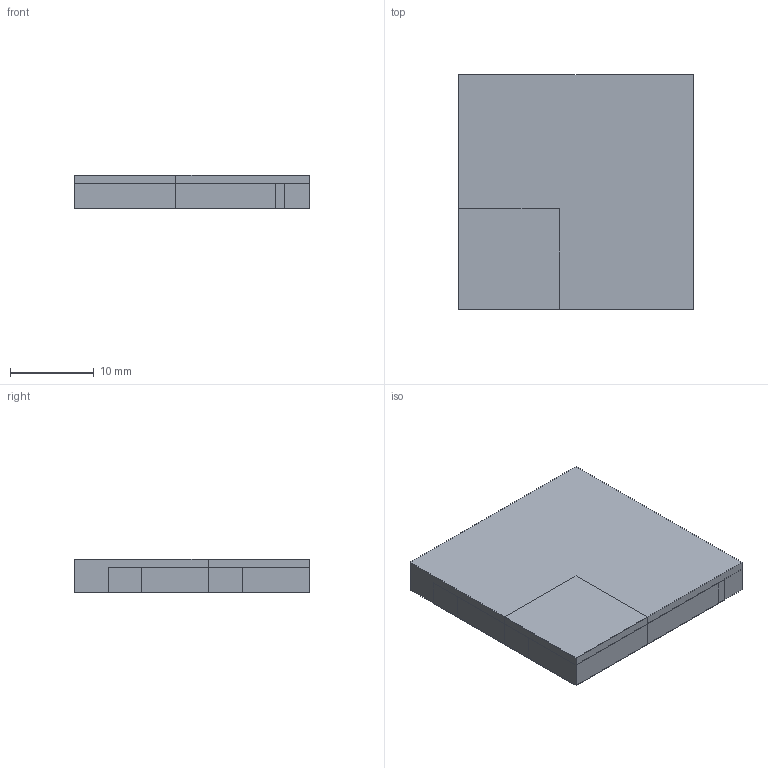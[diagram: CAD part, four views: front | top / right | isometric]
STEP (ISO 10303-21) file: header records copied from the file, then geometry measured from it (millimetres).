
FILE_DESCRIPTION(('FreeCAD Model'),'2;1');
FILE_NAME('Open CASCADE Shape Model','2026-02-17T19:42:52',('Author'),( ''),'Open CASCADE STEP processor 7.8','FreeCAD','Unknown');
FILE_SCHEMA(('AUTOMOTIVE_DESIGN { 1 0 10303 214 1 1 1 1 }'));
Length unit declared in the file: millimetre
Products named in the file (33): Phase2_Templates; Body_SplineAdapter; X-axis; X-axis001; X-axis002; Datum_B_SplineAxis; Body_PivotFlange; X-axis003; X-axis004; X-axis005; Datum_B_CoxaAxis; Body_ServoMount; X-axis006; X-axis007; X-axis008; Datum_B_ServoAxis; Body_RightAngleMount; X-axis009; X-axis010; X-axis011; Body_ActuationLever25; X-axis012; X-axis013; X-axis014; Datum_B_LeverAxis; SeedBox; SeedBox001; SeedBox002; SeedBox003; SeedBox004; X-axis015; XY-plane
Assembly tree (65 placements, depth 3):
  Phase2_Templates
    Body_SplineAdapter
    X-axis
    X-axis001
    X-axis002
    Datum_B_SplineAxis
    Body_PivotFlange
    X-axis003
    X-axis004
    X-axis005
    Datum_B_CoxaAxis
    Body_ServoMount
    X-axis006
    X-axis007
    X-axis008
    Datum_B_ServoAxis
    Body_RightAngleMount
    X-axis009
    X-axis010
    X-axis011
    Body_ActuationLever25
    X-axis012
    X-axis013
    X-axis014
    Datum_B_LeverAxis
    SeedBox
    SeedBox001
    SeedBox002
    SeedBox003
    SeedBox004
    Phase2_Templates
      Body_SplineAdapter
      X-axis
      X-axis001
      X-axis002
      Datum_B_SplineAxis
      Body_PivotFlange
      X-axis003
      X-axis004
      X-axis005
      Datum_B_CoxaAxis
      Body_ServoMount
      X-axis006
      X-axis007
      X-axis008
      Datum_B_ServoAxis
      Body_RightAngleMount
      X-axis009
      X-axis010
      X-axis011
      Body_ActuationLever25
      X-axis012
      X-axis013
      X-axis014
      Datum_B_LeverAxis
      SeedBox
      SeedBox001
      SeedBox002
      SeedBox003
      SeedBox004
Bounding box: 28 x 28 x 4 mm (x, y, z)
Surface area: 23768 mm2
Topology: 20 solids, 20 shells, 120 faces, 281 edges, 160 vertices
Faces by surface type: plane 120
Entity records: 2748 total; most frequent: DIRECTION 392, CARTESIAN_POINT 346, ORIENTED_EDGE 240, LINE 140, VECTOR 140, AXIS2_PLACEMENT_3D 126, EDGE_CURVE 120, PRODUCT_DEFINITION_SHAPE 98
